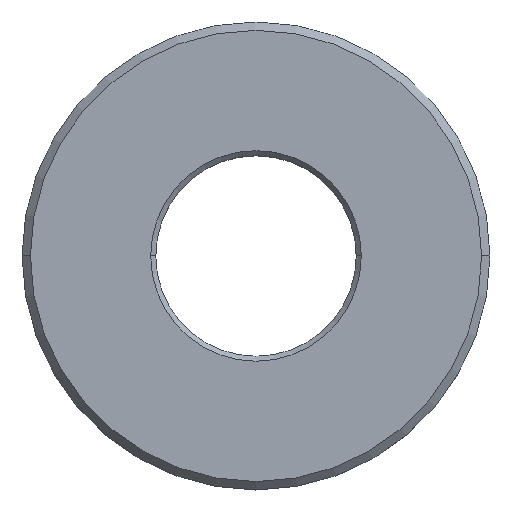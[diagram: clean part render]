
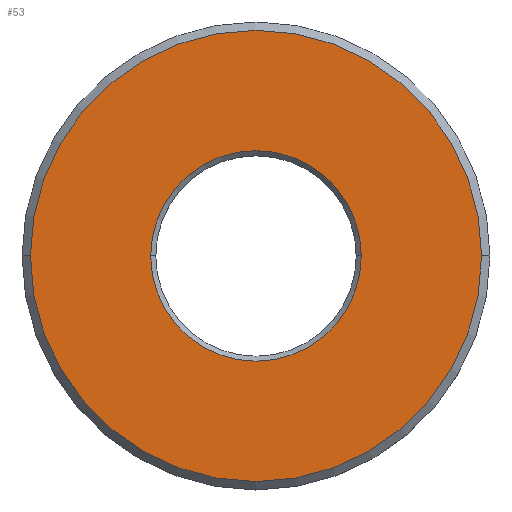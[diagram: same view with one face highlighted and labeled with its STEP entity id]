
A CAD part, top view. The second image highlights one B-rep face of the part: STEP entity #53.
In plain terms, the highlighted planar face has unit normal (0, 0, 1).
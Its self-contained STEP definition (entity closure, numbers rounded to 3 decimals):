
#27 = VERTEX_POINT ( 'NONE', #269 ) ;
#28 = EDGE_CURVE ( 'NONE', #27, #30, #266, .T. ) ;
#30 = VERTEX_POINT ( 'NONE', #261 ) ;
#46 = ORIENTED_EDGE ( 'NONE', *, *, #206, .T. ) ;
#47 = ORIENTED_EDGE ( 'NONE', *, *, #28, .T. ) ;
#53 = ADVANCED_FACE ( 'NONE', ( #302, #297 ), #296, .T. ) ;
#54 = EDGE_LOOP ( 'NONE', ( #58, #46 ) ) ;
#58 = ORIENTED_EDGE ( 'NONE', *, *, #59, .T. ) ;
#59 = EDGE_CURVE ( 'NONE', #232, #231, #426, .T. ) ;
#60 = EDGE_LOOP ( 'NONE', ( #47, #66 ) ) ;
#66 = ORIENTED_EDGE ( 'NONE', *, *, #67, .T. ) ;
#67 = EDGE_CURVE ( 'NONE', #30, #27, #417, .T. ) ;
#206 = EDGE_CURVE ( 'NONE', #231, #232, #559, .T. ) ;
#231 = VERTEX_POINT ( 'NONE', #532 ) ;
#232 = VERTEX_POINT ( 'NONE', #526 ) ;
#261 = CARTESIAN_POINT ( 'NONE',  ( -6.3, 0., 0. ) ) ;
#262 = DIRECTION ( 'NONE',  ( 1., 0., 0. ) ) ;
#263 = DIRECTION ( 'NONE',  ( 0., 0., -1. ) ) ;
#264 = CARTESIAN_POINT ( 'NONE',  ( 0., 0., 0. ) ) ;
#265 = AXIS2_PLACEMENT_3D ( 'NONE', #264, #263, #262 ) ;
#266 = CIRCLE ( 'NONE', #265, 6.3 ) ;
#269 = CARTESIAN_POINT ( 'NONE',  ( 6.3, 0., 0. ) ) ;
#295 = AXIS2_PLACEMENT_3D ( 'NONE', #433, #432, #431 ) ;
#296 = PLANE ( 'NONE',  #295 ) ;
#297 = FACE_BOUND ( 'NONE', #60, .T. ) ;
#302 = FACE_OUTER_BOUND ( 'NONE', #54, .T. ) ;
#413 = DIRECTION ( 'NONE',  ( 1., 0., 0. ) ) ;
#414 = DIRECTION ( 'NONE',  ( 0., 0., -1. ) ) ;
#415 = CARTESIAN_POINT ( 'NONE',  ( 0., 0., 0. ) ) ;
#416 = AXIS2_PLACEMENT_3D ( 'NONE', #415, #414, #413 ) ;
#417 = CIRCLE ( 'NONE', #416, 6.3 ) ;
#422 = DIRECTION ( 'NONE',  ( 1., 0., 0. ) ) ;
#423 = DIRECTION ( 'NONE',  ( 0., 0., 1. ) ) ;
#424 = CARTESIAN_POINT ( 'NONE',  ( 0., 0., 0. ) ) ;
#425 = AXIS2_PLACEMENT_3D ( 'NONE', #424, #423, #422 ) ;
#426 = CIRCLE ( 'NONE', #425, 13.5 ) ;
#431 = DIRECTION ( 'NONE',  ( 1., 0., 0. ) ) ;
#432 = DIRECTION ( 'NONE',  ( 0., 0., 1. ) ) ;
#433 = CARTESIAN_POINT ( 'NONE',  ( 0., 0., 0. ) ) ;
#526 = CARTESIAN_POINT ( 'NONE',  ( -13.5, 0., 0. ) ) ;
#532 = CARTESIAN_POINT ( 'NONE',  ( 13.5, 0., 0. ) ) ;
#555 = DIRECTION ( 'NONE',  ( 1., 0., 0. ) ) ;
#556 = DIRECTION ( 'NONE',  ( 0., 0., 1. ) ) ;
#557 = CARTESIAN_POINT ( 'NONE',  ( 0., 0., 0. ) ) ;
#558 = AXIS2_PLACEMENT_3D ( 'NONE', #557, #556, #555 ) ;
#559 = CIRCLE ( 'NONE', #558, 13.5 ) ;
